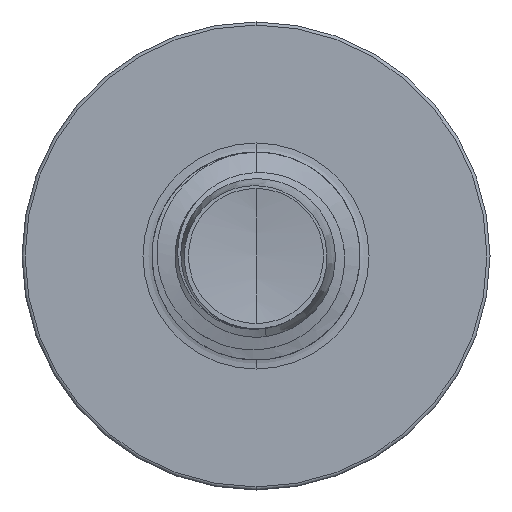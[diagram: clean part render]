
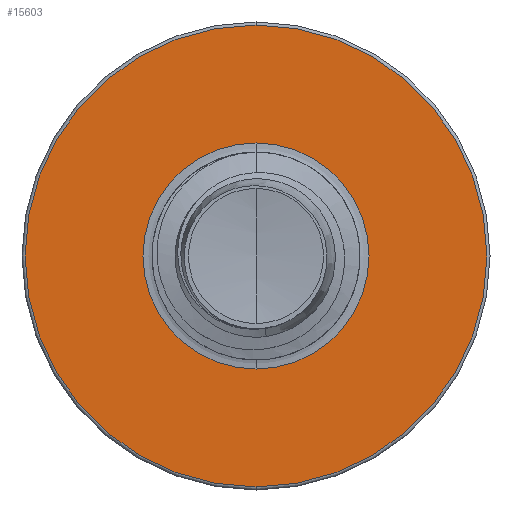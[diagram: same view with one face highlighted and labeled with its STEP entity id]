
A CAD part, front view. The second image highlights one B-rep face of the part: STEP entity #15603.
In plain terms, the highlighted planar face has unit normal (0, -1, 0).
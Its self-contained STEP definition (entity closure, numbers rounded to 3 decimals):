
#159 = ORIENTED_EDGE ( 'NONE', *, *, #18924, .T. ) ;
#746 = AXIS2_PLACEMENT_3D ( 'NONE', #17601, #7920, #18612 ) ;
#1256 = DIRECTION ( 'NONE',  ( 0., 0., 1. ) ) ;
#2755 = VERTEX_POINT ( 'NONE', #15299 ) ;
#3112 = AXIS2_PLACEMENT_3D ( 'NONE', #21400, #13752, #1256 ) ;
#3355 = AXIS2_PLACEMENT_3D ( 'NONE', #18548, #9926, #19729 ) ;
#3506 = AXIS2_PLACEMENT_3D ( 'NONE', #12981, #12957, #12953 ) ;
#4366 = ORIENTED_EDGE ( 'NONE', *, *, #20329, .T. ) ;
#4528 = CIRCLE ( 'NONE', #3506, 4.44 ) ;
#7920 = DIRECTION ( 'NONE',  ( 0., 1., 0. ) ) ;
#8700 = ORIENTED_EDGE ( 'NONE', *, *, #19022, .F. ) ;
#9926 = DIRECTION ( 'NONE',  ( 0., 1., 0. ) ) ;
#10195 = VERTEX_POINT ( 'NONE', #13992 ) ;
#10332 = AXIS2_PLACEMENT_3D ( 'NONE', #14961, #14942, #14929 ) ;
#10851 = EDGE_CURVE ( 'NONE', #2755, #18436, #4528, .T. ) ;
#10915 = CARTESIAN_POINT ( 'NONE',  ( 0., 9., 2.174 ) ) ;
#11584 = VERTEX_POINT ( 'NONE', #10915 ) ;
#12953 = DIRECTION ( 'NONE',  ( 0., 0., 1. ) ) ;
#12957 = DIRECTION ( 'NONE',  ( 0., 1., 0. ) ) ;
#12981 = CARTESIAN_POINT ( 'NONE',  ( 0., 9., 0. ) ) ;
#13307 = ORIENTED_EDGE ( 'NONE', *, *, #10851, .F. ) ;
#13752 = DIRECTION ( 'NONE',  ( 0., 1., 0. ) ) ;
#13992 = CARTESIAN_POINT ( 'NONE',  ( 0., 9., -2.174 ) ) ;
#14202 = FACE_BOUND ( 'NONE', #22145, .T. ) ;
#14649 = CARTESIAN_POINT ( 'NONE',  ( 0., 9., 4.44 ) ) ;
#14929 = DIRECTION ( 'NONE',  ( 0., 0., 1. ) ) ;
#14942 = DIRECTION ( 'NONE',  ( 0., 1., 0. ) ) ;
#14961 = CARTESIAN_POINT ( 'NONE',  ( 0., 9., -2.174 ) ) ;
#15261 = PLANE ( 'NONE',  #10332 ) ;
#15299 = CARTESIAN_POINT ( 'NONE',  ( 0., 9., -4.44 ) ) ;
#15603 = ADVANCED_FACE ( 'NONE', ( #19824, #14202 ), #15261, .F. ) ;
#16708 = CIRCLE ( 'NONE', #746, 2.174 ) ;
#17601 = CARTESIAN_POINT ( 'NONE',  ( 0., 9., 0. ) ) ;
#18436 = VERTEX_POINT ( 'NONE', #14649 ) ;
#18495 = CIRCLE ( 'NONE', #3355, 2.174 ) ;
#18548 = CARTESIAN_POINT ( 'NONE',  ( 0., 9., 0. ) ) ;
#18612 = DIRECTION ( 'NONE',  ( 0., 0., 1. ) ) ;
#18924 = EDGE_CURVE ( 'NONE', #10195, #11584, #18495, .T. ) ;
#19022 = EDGE_CURVE ( 'NONE', #18436, #2755, #20214, .T. ) ;
#19632 = EDGE_LOOP ( 'NONE', ( #8700, #13307 ) ) ;
#19729 = DIRECTION ( 'NONE',  ( 0., 0., 1. ) ) ;
#19824 = FACE_OUTER_BOUND ( 'NONE', #19632, .T. ) ;
#20214 = CIRCLE ( 'NONE', #3112, 4.44 ) ;
#20329 = EDGE_CURVE ( 'NONE', #11584, #10195, #16708, .T. ) ;
#21400 = CARTESIAN_POINT ( 'NONE',  ( 0., 9., 0. ) ) ;
#22145 = EDGE_LOOP ( 'NONE', ( #4366, #159 ) ) ;
